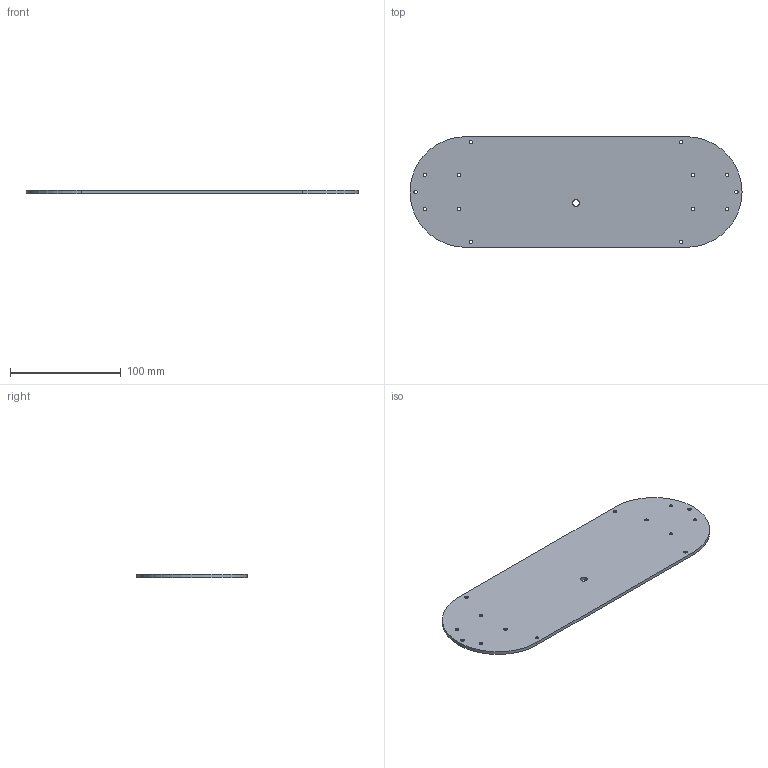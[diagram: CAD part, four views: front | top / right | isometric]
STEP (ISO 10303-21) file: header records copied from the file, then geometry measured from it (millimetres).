
FILE_DESCRIPTION(/* description */ (''),/* implementation_level */ '2;1');
FILE_NAME(/* name */ 'bottom_deck.step',/* time_stamp */ '2021-11-13T00:07:13+01:00',/* author */ (''),/* organization */ (''),/* preprocessor_version */ 'ST-DEVELOPER v18.1',/* originating_system */ 'Autodesk Translation Framework v10.10.0.1391',/* authorisation */ '');
FILE_SCHEMA (('AUTOMOTIVE_DESIGN { 1 0 10303 214 3 1 1 }'));
Length unit declared in the file: millimetre
Products named in the file (1): Bottom deck
Bounding box: 300 x 100 x 3 mm (x, y, z)
Volume: 82676.1 mm3; surface area: 58010.8 mm2
Topology: 1 solids, 1 shells, 43 faces, 101 edges, 60 vertices
Faces by surface type: cylinder 25, cone 12, plane 4, torus 2
Full cylindrical faces by diameter (mm): 3.1 x14, 6 x1, 7.1 x8
Entity records: 1330 total; most frequent: DIRECTION 247, CARTESIAN_POINT 205, ORIENTED_EDGE 202, AXIS2_PLACEMENT_3D 102, EDGE_CURVE 101, EDGE_LOOP 73, VERTEX_POINT 60, CIRCLE 58
